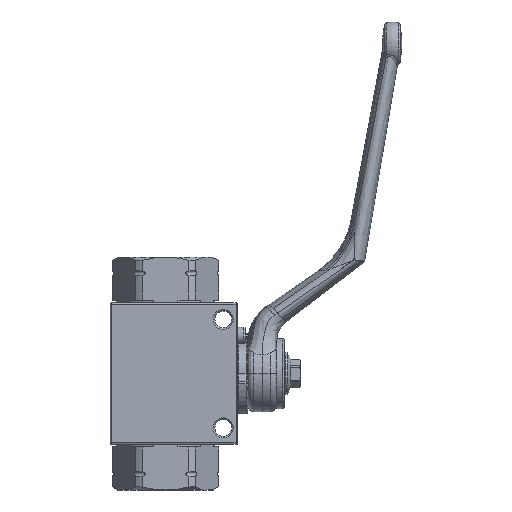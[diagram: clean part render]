
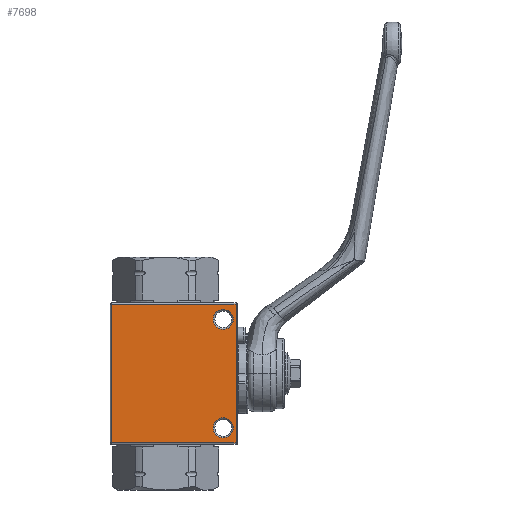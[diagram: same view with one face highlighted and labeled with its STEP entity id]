
A CAD part, front view. The second image highlights one B-rep face of the part: STEP entity #7698.
In plain terms, the highlighted planar face has unit normal (0, -1, 0).
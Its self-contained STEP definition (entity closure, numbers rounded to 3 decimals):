
#456=FACE_BOUND('',#1544,.T.);
#457=FACE_BOUND('',#1545,.T.);
#573=PLANE('',#8530);
#1092=FACE_OUTER_BOUND('',#1543,.T.);
#1543=EDGE_LOOP('',(#6704,#6705,#6706,#6707));
#1544=EDGE_LOOP('',(#6708));
#1545=EDGE_LOOP('',(#6709));
#1932=LINE('',#33648,#2296);
#1933=LINE('',#33650,#2297);
#1934=LINE('',#33652,#2298);
#1935=LINE('',#33653,#2299);
#2296=VECTOR('',#10509,10.);
#2297=VECTOR('',#10510,10.);
#2298=VECTOR('',#10511,10.);
#2299=VECTOR('',#10512,10.);
#2726=CIRCLE('',#8496,3.125);
#2731=CIRCLE('',#8504,3.125);
#3432=VERTEX_POINT('',#33506);
#3437=VERTEX_POINT('',#33522);
#3471=VERTEX_POINT('',#33646);
#3472=VERTEX_POINT('',#33647);
#3473=VERTEX_POINT('',#33649);
#3474=VERTEX_POINT('',#33651);
#4508=EDGE_CURVE('',#3432,#3432,#2726,.T.);
#4516=EDGE_CURVE('',#3437,#3437,#2731,.T.);
#4557=EDGE_CURVE('',#3471,#3472,#1932,.T.);
#4558=EDGE_CURVE('',#3473,#3471,#1933,.T.);
#4559=EDGE_CURVE('',#3474,#3473,#1934,.T.);
#4560=EDGE_CURVE('',#3472,#3474,#1935,.T.);
#6704=ORIENTED_EDGE('',*,*,#4557,.F.);
#6705=ORIENTED_EDGE('',*,*,#4558,.F.);
#6706=ORIENTED_EDGE('',*,*,#4559,.F.);
#6707=ORIENTED_EDGE('',*,*,#4560,.F.);
#6708=ORIENTED_EDGE('',*,*,#4516,.F.);
#6709=ORIENTED_EDGE('',*,*,#4508,.F.);
#7698=ADVANCED_FACE('',(#1092,#456,#457),#573,.T.);
#8496=AXIS2_PLACEMENT_3D('',#33507,#10409,#10410);
#8504=AXIS2_PLACEMENT_3D('',#33523,#10428,#10429);
#8530=AXIS2_PLACEMENT_3D('',#33645,#10507,#10508);
#10409=DIRECTION('center_axis',(0.,-1.,0.));
#10410=DIRECTION('ref_axis',(1.,0.,0.));
#10428=DIRECTION('center_axis',(0.,-1.,0.));
#10429=DIRECTION('ref_axis',(1.,0.,0.));
#10507=DIRECTION('center_axis',(0.,-1.,0.));
#10508=DIRECTION('ref_axis',(-1.,0.,0.));
#10509=DIRECTION('',(0.,0.,1.));
#10510=DIRECTION('',(-1.,0.,0.));
#10511=DIRECTION('',(0.,0.,-1.));
#10512=DIRECTION('',(1.,0.,0.));
#33506=CARTESIAN_POINT('',(14.975,-17.5,-17.));
#33507=CARTESIAN_POINT('Origin',(18.1,-17.5,-17.));
#33522=CARTESIAN_POINT('',(14.975,-17.5,17.));
#33523=CARTESIAN_POINT('Origin',(18.1,-17.5,17.));
#33645=CARTESIAN_POINT('Origin',(22.6,-17.5,0.));
#33646=CARTESIAN_POINT('',(-16.9,-17.5,-21.7));
#33647=CARTESIAN_POINT('',(-16.9,-17.5,21.7));
#33648=CARTESIAN_POINT('',(-16.9,-17.5,0.));
#33649=CARTESIAN_POINT('',(22.1,-17.5,-21.7));
#33650=CARTESIAN_POINT('',(12.6,-17.5,-21.7));
#33651=CARTESIAN_POINT('',(22.1,-17.5,21.7));
#33652=CARTESIAN_POINT('',(22.1,-17.5,0.));
#33653=CARTESIAN_POINT('',(12.6,-17.5,21.7));
